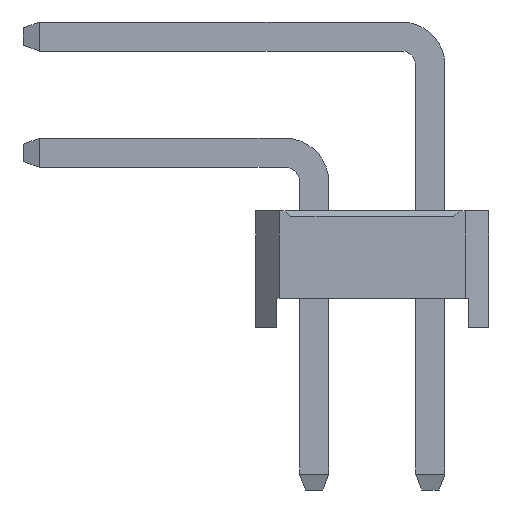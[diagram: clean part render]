
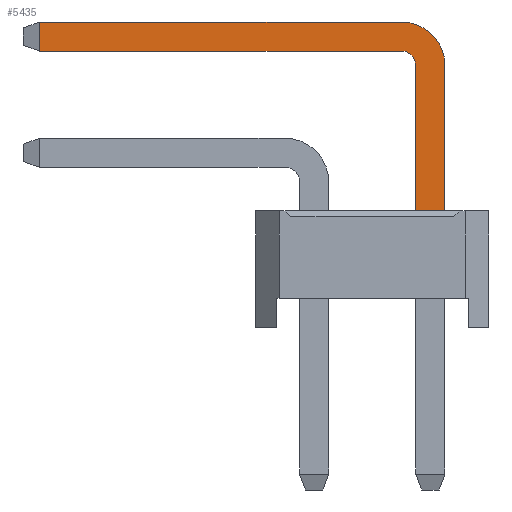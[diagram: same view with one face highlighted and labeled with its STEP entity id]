
A CAD part, left-side view. The second image highlights one B-rep face of the part: STEP entity #5435.
In plain terms, the highlighted planar face has unit normal (-1, 0, 0).
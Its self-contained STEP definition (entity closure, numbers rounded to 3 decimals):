
#5435=ADVANCED_FACE('',(#23975),#23977,.T.);
#23975=FACE_BOUND('',#23976,.T.);
#23976=EDGE_LOOP('',(#38983,#38984,#38985,#38986,#38987,#38988,#38989,#38990));
#23977=PLANE('',#23978);
#23978=AXIS2_PLACEMENT_3D('',#23979,#23980,#23981);
#23979=CARTESIAN_POINT('',(-0.25,-1.75,-2.8));
#23980=DIRECTION('',(-1.,0.,0.));
#23981=DIRECTION('',(0.,-1.,0.));
#38983=ORIENTED_EDGE('',*,*,#48229,.F.);
#38984=ORIENTED_EDGE('',*,*,#48230,.F.);
#38985=ORIENTED_EDGE('',*,*,#48231,.F.);
#38986=ORIENTED_EDGE('',*,*,#48232,.F.);
#38987=ORIENTED_EDGE('',*,*,#45919,.T.);
#38988=ORIENTED_EDGE('',*,*,#48228,.T.);
#38989=ORIENTED_EDGE('',*,*,#48233,.T.);
#38990=ORIENTED_EDGE('',*,*,#48234,.T.);
#45919=EDGE_CURVE('',#51680,#51678,#51681,.T.);
#48228=EDGE_CURVE('',#51678,#55645,#55647,.T.);
#48229=EDGE_CURVE('',#55648,#55649,#55650,.T.);
#48230=EDGE_CURVE('',#55651,#55648,#55652,.T.);
#48231=EDGE_CURVE('',#55653,#55651,#55654,.T.);
#48232=EDGE_CURVE('',#51680,#55653,#55655,.T.);
#48233=EDGE_CURVE('',#55645,#55656,#55657,.T.);
#48234=EDGE_CURVE('',#55656,#55649,#55658,.T.);
#51678=VERTEX_POINT('',#61230);
#51680=VERTEX_POINT('',#61234);
#51681=LINE('',#61235,#61236);
#55645=VERTEX_POINT('',#69961);
#55647=LINE('',#69965,#69966);
#55648=VERTEX_POINT('',#69968);
#55649=VERTEX_POINT('',#69969);
#55650=LINE('',#69970,#69971);
#55651=VERTEX_POINT('',#69973);
#55652=LINE('',#69974,#69975);
#55653=VERTEX_POINT('',#69977);
#55654=CIRCLE('',#69978,0.25);
#55655=LINE('',#69982,#69983);
#55656=VERTEX_POINT('',#69985);
#55657=CIRCLE('',#69986,0.75);
#55658=LINE('',#69990,#69991);
#61230=CARTESIAN_POINT('',(-0.25,-2.25,2.));
#61234=CARTESIAN_POINT('',(-0.25,-1.75,2.));
#61235=CARTESIAN_POINT('',(-0.25,-1.75,2.));
#61236=VECTOR('',#61237,1.);
#61237=DIRECTION('',(0.,-1.,0.));
#69961=CARTESIAN_POINT('',(-0.25,-2.25,4.5));
#69965=CARTESIAN_POINT('',(-0.25,-2.25,2.));
#69966=VECTOR('',#69967,1.);
#69967=DIRECTION('',(0.,0.,1.));
#69968=CARTESIAN_POINT('',(-0.25,4.725,4.75));
#69969=CARTESIAN_POINT('',(-0.25,4.725,5.25));
#69970=CARTESIAN_POINT('',(-0.25,4.725,4.75));
#69971=VECTOR('',#69972,1.);
#69972=DIRECTION('',(0.,0.,1.));
#69973=CARTESIAN_POINT('',(-0.25,-1.5,4.75));
#69974=CARTESIAN_POINT('',(-0.25,-1.5,4.75));
#69975=VECTOR('',#69976,1.);
#69976=DIRECTION('',(0.,1.,0.));
#69977=CARTESIAN_POINT('',(-0.25,-1.75,4.5));
#69978=AXIS2_PLACEMENT_3D('',#69979,#69980,#69981);
#69979=CARTESIAN_POINT('',(-0.25,-1.5,4.5));
#69980=DIRECTION('',(-1.,-0.,0.));
#69981=DIRECTION('',(0.,-1.,0.));
#69982=CARTESIAN_POINT('',(-0.25,-1.75,2.));
#69983=VECTOR('',#69984,1.);
#69984=DIRECTION('',(0.,0.,1.));
#69985=CARTESIAN_POINT('',(-0.25,-1.5,5.25));
#69986=AXIS2_PLACEMENT_3D('',#69987,#69988,#69989);
#69987=CARTESIAN_POINT('',(-0.25,-1.5,4.5));
#69988=DIRECTION('',(-1.,-0.,0.));
#69989=DIRECTION('',(0.,-1.,0.));
#69990=CARTESIAN_POINT('',(-0.25,-1.5,5.25));
#69991=VECTOR('',#69992,1.);
#69992=DIRECTION('',(0.,1.,0.));
